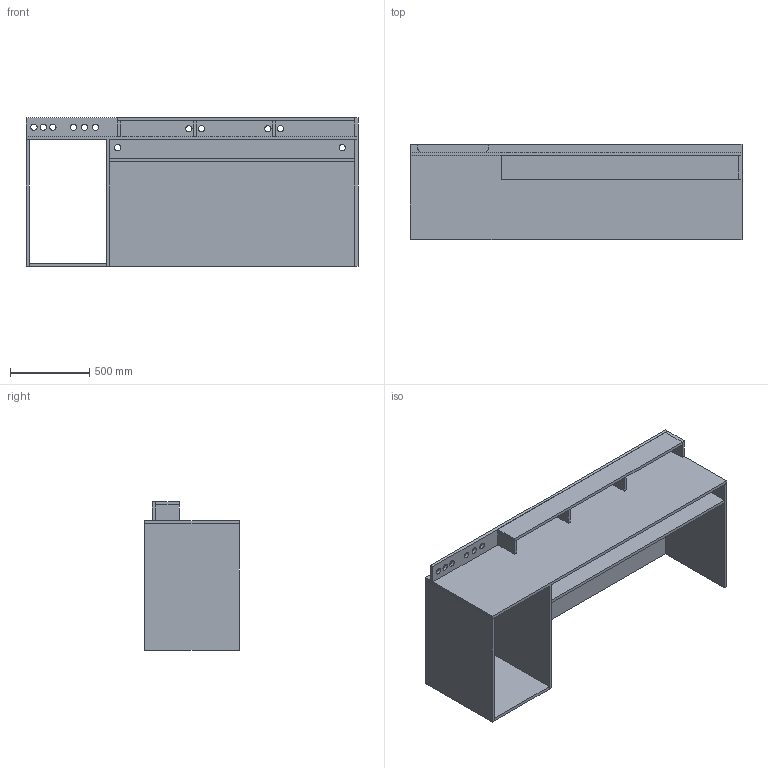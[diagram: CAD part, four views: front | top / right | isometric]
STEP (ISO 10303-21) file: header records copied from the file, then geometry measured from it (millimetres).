
FILE_DESCRIPTION(/* description */ (''),/* implementation_level */ '2;1');
FILE_NAME(/* name */ 'desk-with-19in-rack.step',/* time_stamp */ '2021-02-01T12:25:43+01:00',/* author */ (''),/* organization */ (''),/* preprocessor_version */ 'ST-DEVELOPER v18.1',/* originating_system */ 'Autodesk Translation Framework v9.7.1.1290',/* authorisation */ '');
FILE_SCHEMA (('AUTOMOTIVE_DESIGN { 1 0 10303 214 3 1 1 }'));
Length unit declared in the file: millimetre
Products named in the file (1): Bureau
Bounding box: 2100 x 600 x 940 mm (x, y, z)
Volume: 111155948.6 mm3; surface area: 11816677.5 mm2
Topology: 12 solids, 12 shells, 679 faces, 1866 edges, 1244 vertices
Faces by surface type: bspline 386, plane 278, cylinder 15
Full cylindrical faces by diameter (mm): 40 x12
Entity records: 25060 total; most frequent: CARTESIAN_POINT 10352, ORIENTED_EDGE 3732, EDGE_CURVE 1866, DIRECTION 1712, VERTEX_POINT 1244, LINE 1064, VECTOR 1064, B_SPLINE_CURVE_WITH_KNOTS 772
